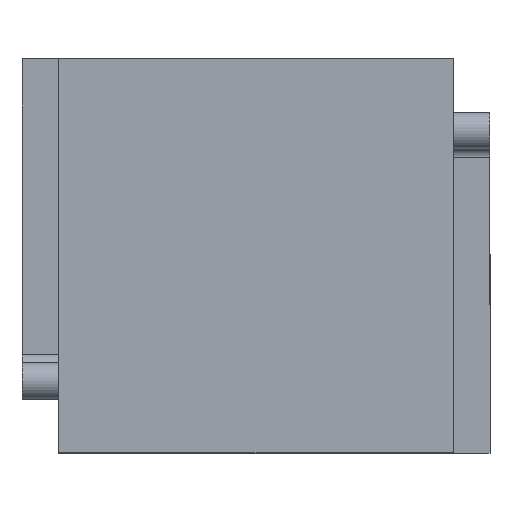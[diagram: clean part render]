
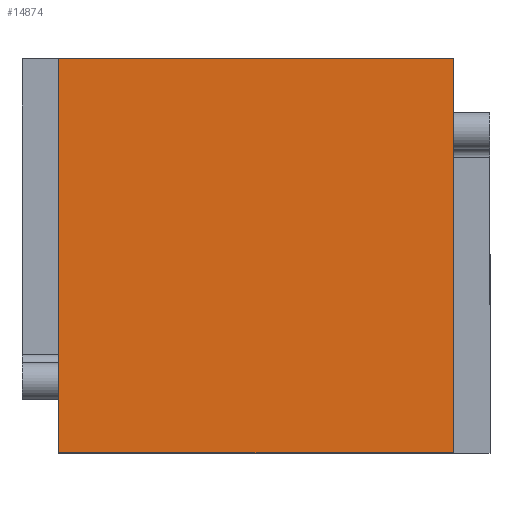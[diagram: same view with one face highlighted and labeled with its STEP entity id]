
A CAD part, top view. The second image highlights one B-rep face of the part: STEP entity #14874.
In plain terms, the highlighted planar face has unit normal (0, 0, 1).
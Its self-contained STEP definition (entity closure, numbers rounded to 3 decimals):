
#80 = CARTESIAN_POINT ( 'NONE',  ( -24., -24., 9.5 ) ) ;
#1097 = DIRECTION ( 'NONE',  ( 0., -1., 0. ) ) ;
#1424 = VERTEX_POINT ( 'NONE', #4623 ) ;
#1438 = VERTEX_POINT ( 'NONE', #12838 ) ;
#1861 = DIRECTION ( 'NONE',  ( 1., 0., 0. ) ) ;
#2864 = ORIENTED_EDGE ( 'NONE', *, *, #9862, .T. ) ;
#3349 = LINE ( 'NONE', #6163, #10632 ) ;
#4251 = VECTOR ( 'NONE', #6067, 1000. ) ;
#4623 = CARTESIAN_POINT ( 'NONE',  ( 24., 24., 9.5 ) ) ;
#4648 = LINE ( 'NONE', #10707, #8714 ) ;
#4973 = EDGE_LOOP ( 'NONE', ( #9062, #5199, #2864, #12314 ) ) ;
#5199 = ORIENTED_EDGE ( 'NONE', *, *, #9280, .T. ) ;
#6067 = DIRECTION ( 'NONE',  ( 0., 1., 0. ) ) ;
#6163 = CARTESIAN_POINT ( 'NONE',  ( 0., 24., 9.5 ) ) ;
#6642 = EDGE_CURVE ( 'NONE', #1424, #1438, #3349, .T. ) ;
#7493 = LINE ( 'NONE', #15657, #4251 ) ;
#8696 = PLANE ( 'NONE',  #9917 ) ;
#8714 = VECTOR ( 'NONE', #1097, 1000. ) ;
#8964 = VERTEX_POINT ( 'NONE', #9952 ) ;
#9062 = ORIENTED_EDGE ( 'NONE', *, *, #10687, .T. ) ;
#9173 = VECTOR ( 'NONE', #12049, 1000. ) ;
#9280 = EDGE_CURVE ( 'NONE', #10864, #8964, #12853, .T. ) ;
#9862 = EDGE_CURVE ( 'NONE', #8964, #1424, #7493, .T. ) ;
#9917 = AXIS2_PLACEMENT_3D ( 'NONE', #15538, #10060, #1861 ) ;
#9923 = FACE_OUTER_BOUND ( 'NONE', #4973, .T. ) ;
#9952 = CARTESIAN_POINT ( 'NONE',  ( 24., -24., 9.5 ) ) ;
#10060 = DIRECTION ( 'NONE',  ( 0., 0., 1. ) ) ;
#10632 = VECTOR ( 'NONE', #15747, 1000. ) ;
#10687 = EDGE_CURVE ( 'NONE', #1438, #10864, #4648, .T. ) ;
#10707 = CARTESIAN_POINT ( 'NONE',  ( -24., 0., 9.5 ) ) ;
#10864 = VERTEX_POINT ( 'NONE', #80 ) ;
#11940 = CARTESIAN_POINT ( 'NONE',  ( 0., -24., 9.5 ) ) ;
#12049 = DIRECTION ( 'NONE',  ( 1., 0., 0. ) ) ;
#12314 = ORIENTED_EDGE ( 'NONE', *, *, #6642, .T. ) ;
#12838 = CARTESIAN_POINT ( 'NONE',  ( -24., 24., 9.5 ) ) ;
#12853 = LINE ( 'NONE', #11940, #9173 ) ;
#14874 = ADVANCED_FACE ( 'NONE', ( #9923 ), #8696, .T. ) ;
#15538 = CARTESIAN_POINT ( 'NONE',  ( 0., 0., 9.5 ) ) ;
#15657 = CARTESIAN_POINT ( 'NONE',  ( 24., 0., 9.5 ) ) ;
#15747 = DIRECTION ( 'NONE',  ( -1., 0., 0. ) ) ;
